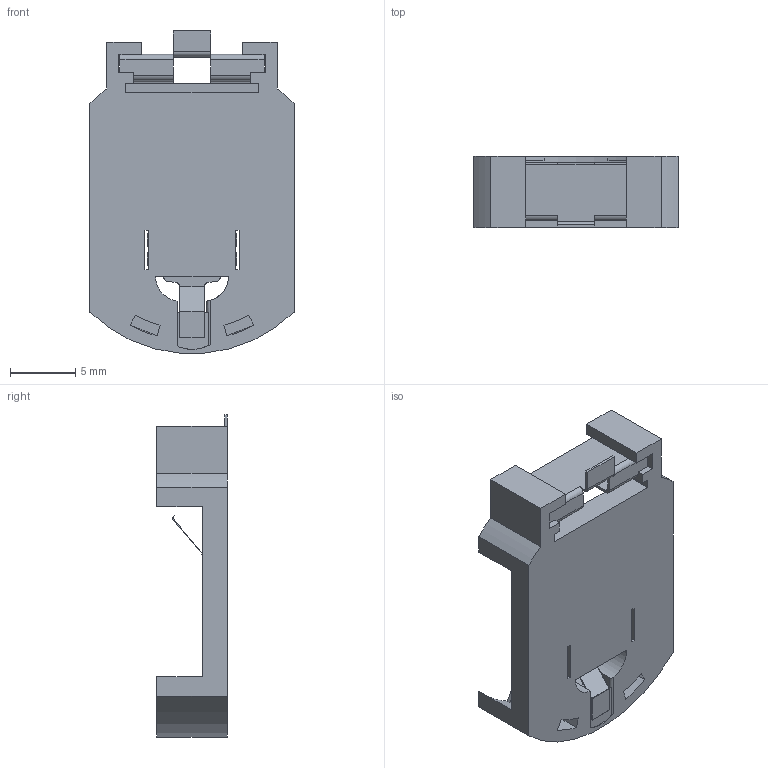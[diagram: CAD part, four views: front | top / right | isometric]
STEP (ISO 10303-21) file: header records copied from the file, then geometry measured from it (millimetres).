
FILE_DESCRIPTION (( 'STEP AP214' ), '1' );
FILE_NAME ('S8421-45R.STEP', '2021-05-07T13:52:08', ( '' ), ( '' ), 'SwSTEP 2.0', 'SolidWorks 2018', '' );
FILE_SCHEMA (( 'AUTOMOTIVE_DESIGN' ));
Length unit declared in the file: millimetre
Products named in the file (1): S8421-45R
Bounding box: 15.6 x 5.4 x 24.61 mm (x, y, z)
Volume: 698.2 mm3; surface area: 1476 mm2
Topology: 3 solids, 3 shells, 229 faces, 669 edges, 440 vertices
Faces by surface type: plane 159, cylinder 68, bspline 2
Entity records: 8787 total; most frequent: CARTESIAN_POINT 1493, ORIENTED_EDGE 1338, DIRECTION 1268, EDGE_CURVE 669, VECTOR 514, LINE 514, VERTEX_POINT 440, AXIS2_PLACEMENT_3D 377
